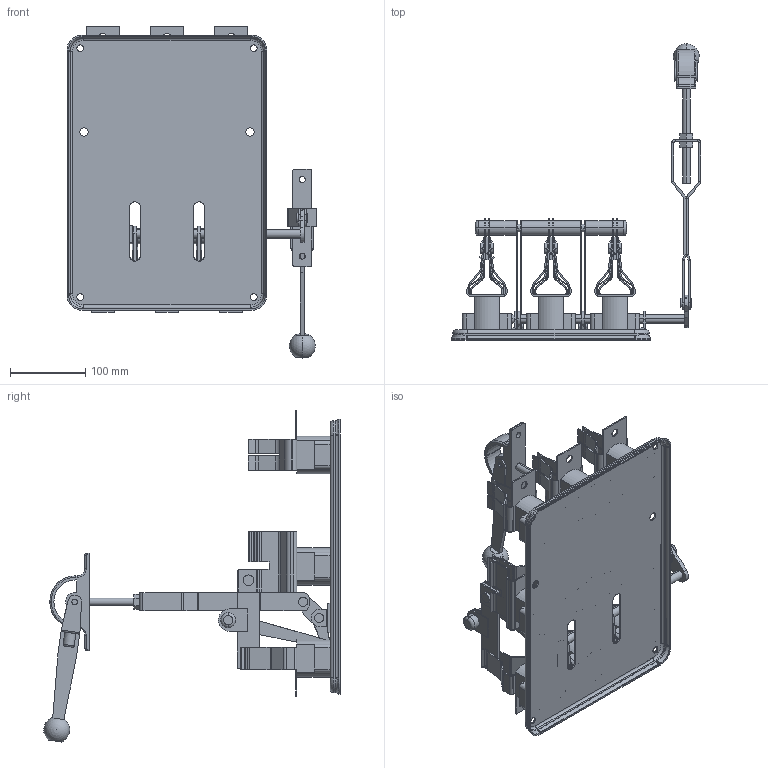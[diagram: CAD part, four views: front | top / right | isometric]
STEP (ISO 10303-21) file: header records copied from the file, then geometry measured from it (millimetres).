
FILE_DESCRIPTION (( 'STEP AP203' ), '1' );
FILE_NAME ('Ðàçúåäèíèòåëü ÐÏÑ-4 400À Ï ïðàâûé ïðèâîä, áåç ÏÏÍ (rps-400).STEP', '2018-09-04T06:57:34', ( '' ), ( '' ), 'SwSTEP 2.0', 'SolidWorks 2017', '' );
FILE_SCHEMA (( 'CONFIG_CONTROL_DESIGN' ));
Length unit declared in the file: millimetre
Products named in the file (1): Ðàçúåäèíèòåëü ÐÏÑ-4 400À Ï ïðàâûé ïðèâîä, áåç ÏÏÍ (rps-400)
Bounding box: 331.35 x 393.29 x 440.31 mm (x, y, z)
Volume: 1530605.8 mm3; surface area: 646845.2 mm2
Topology: 47 solids, 49 shells, 1660 faces, 3901 edges, 2356 vertices
Faces by surface type: plane 1068, cylinder 536, torus 26, bspline 24, cone 4, sphere 2
Entity records: 47900 total; most frequent: CARTESIAN_POINT 9260, DIRECTION 8241, ORIENTED_EDGE 7788, EDGE_CURVE 3894, AXIS2_PLACEMENT_3D 2770, LINE 2701, VECTOR 2701, VERTEX_POINT 2353
